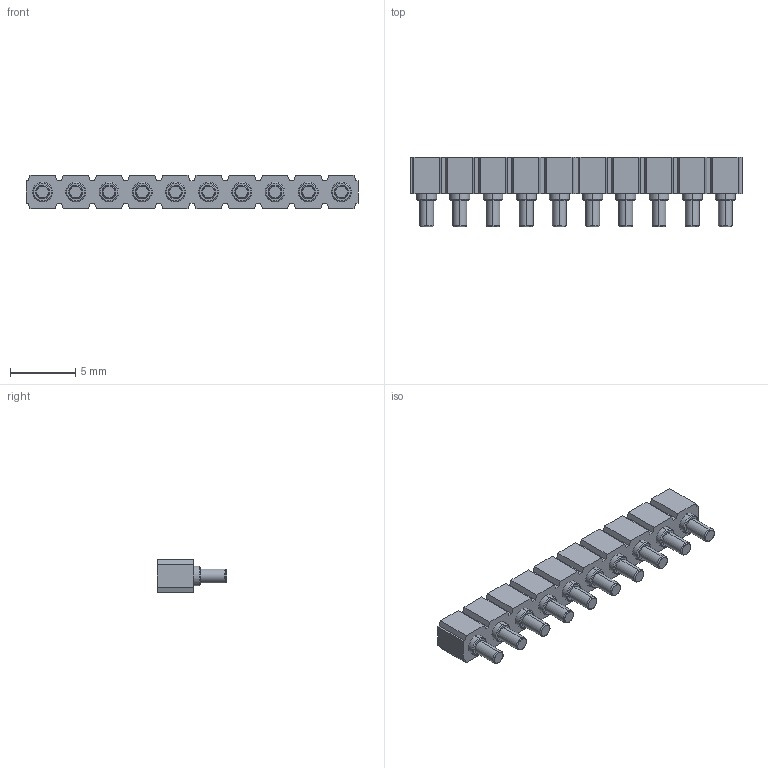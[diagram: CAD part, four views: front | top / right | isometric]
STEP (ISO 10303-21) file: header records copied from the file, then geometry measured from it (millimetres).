
FILE_DESCRIPTION (( 'STEP AP214' ), '1' );
FILE_NAME ('mill-max-$PARTNUMBER.STEP', '2012-03-27T14:20:02', ( 'sysAdmin' ), ( 'SolidWorks' ), 'SwSTEP 2.0', 'SolidWorks 2012', '' );
FILE_SCHEMA (( 'AUTOMOTIVE_DESIGN' ));
Length unit declared in the file: inch
Products named in the file (4): mill-max-$PARTNUMBER_mill-max-P834-93-010-10-001000_P075-00-000-00-006000; mill-max-$PARTNUMBER_mill-max-P834-93-010-10-001000_3435(3435-0-00-01-00-00-03-0); mill-max-$PARTNUMBER_mill-max-P834-93-010-10-001000_P8XX-11-010-00-000000(P810-11-010-00-000000); mill-max-$PARTNUMBER
Assembly tree (21 placements, depth 2):
  mill-max-$PARTNUMBER
    mill-max-$PARTNUMBER_mill-max-P834-93-010-10-001000_P8XX-11-010-00-000000(P810-11-010-00-000000)
    mill-max-$PARTNUMBER_mill-max-P834-93-010-10-001000_3435(3435-0-00-01-00-00-03-0)  x10
    mill-max-$PARTNUMBER_mill-max-P834-93-010-10-001000_P075-00-000-00-006000  x10
Bounding box: 25.4 x 5.33 x 2.54 mm (x, y, z)
Volume: 146.5 mm3; surface area: 878.7 mm2
Topology: 21 solids, 21 shells, 446 faces, 972 edges, 608 vertices
Faces by surface type: cylinder 180, plane 166, cone 100
Entity records: 5448 total; most frequent: DIRECTION 930, CARTESIAN_POINT 907, ORIENTED_EDGE 864, EDGE_CURVE 432, LINE 316, VECTOR 316, AXIS2_PLACEMENT_3D 307, VERTEX_POINT 284
